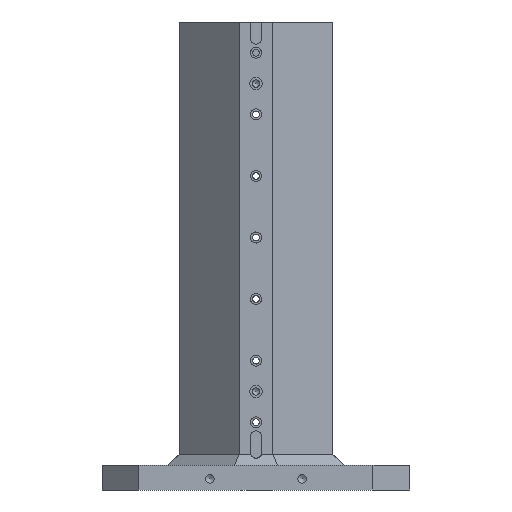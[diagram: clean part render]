
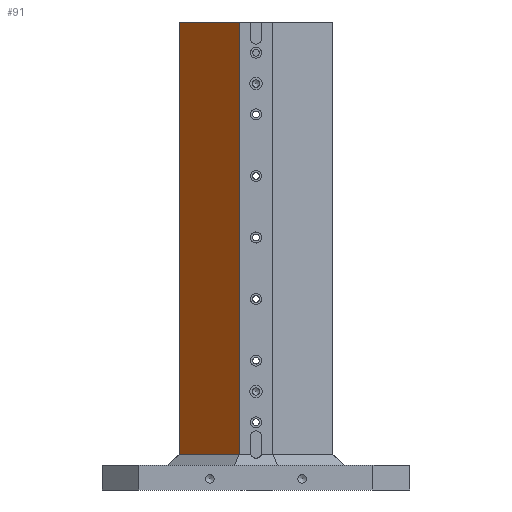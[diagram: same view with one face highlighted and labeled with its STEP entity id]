
A CAD part, front view. The second image highlights one B-rep face of the part: STEP entity #91.
In plain terms, the highlighted planar face has unit normal (-0.707, -0.707, 0).
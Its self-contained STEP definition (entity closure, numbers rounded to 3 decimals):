
#91 = ADVANCED_FACE( '', ( #427 ), #428, .T. );
#427 = FACE_OUTER_BOUND( '', #1223, .T. );
#428 = PLANE( '', #1224 );
#1223 = EDGE_LOOP( '', ( #2156, #2157, #2158, #2159 ) );
#1224 = AXIS2_PLACEMENT_3D( '', #2160, #2161, #2162 );
#2156 = ORIENTED_EDGE( '', *, *, #3937, .T. );
#2157 = ORIENTED_EDGE( '', *, *, #3942, .T. );
#2158 = ORIENTED_EDGE( '', *, *, #3943, .F. );
#2159 = ORIENTED_EDGE( '', *, *, #3871, .T. );
#2160 = CARTESIAN_POINT( '', ( -27.5, -125., 760. ) );
#2161 = DIRECTION( '', ( -0.707, -0.707, 0. ) );
#2162 = DIRECTION( '', ( 0.707, -0.707, 0. ) );
#3871 = EDGE_CURVE( '', #4465, #4463, #4466, .T. );
#3937 = EDGE_CURVE( '', #4463, #4586, #4588, .T. );
#3942 = EDGE_CURVE( '', #4586, #4597, #4598, .T. );
#3943 = EDGE_CURVE( '', #4465, #4597, #4599, .T. );
#4463 = VERTEX_POINT( '', #5418 );
#4465 = VERTEX_POINT( '', #5421 );
#4466 = LINE( '', #5422, #5423 );
#4586 = VERTEX_POINT( '', #5571 );
#4588 = LINE( '', #5574, #5575 );
#4597 = VERTEX_POINT( '', #5588 );
#4598 = LINE( '', #5589, #5590 );
#4599 = LINE( '', #5591, #5592 );
#5418 = CARTESIAN_POINT( '', ( -125., -27.5, 760. ) );
#5421 = CARTESIAN_POINT( '', ( -27.5, -125., 760. ) );
#5422 = CARTESIAN_POINT( '', ( -27.5, -125., 760. ) );
#5423 = VECTOR( '', #6748, 1000. );
#5571 = CARTESIAN_POINT( '', ( -125., -27.5, 58. ) );
#5574 = CARTESIAN_POINT( '', ( -125., -27.5, 760. ) );
#5575 = VECTOR( '', #6886, 1000. );
#5588 = CARTESIAN_POINT( '', ( -27.5, -125., 58. ) );
#5589 = CARTESIAN_POINT( '', ( -27.5, -125., 58. ) );
#5590 = VECTOR( '', #6891, 1000. );
#5591 = CARTESIAN_POINT( '', ( -27.5, -125., 760. ) );
#5592 = VECTOR( '', #6892, 1000. );
#6748 = DIRECTION( '', ( -0.707, 0.707, 0. ) );
#6886 = DIRECTION( '', ( 0., 0., -1. ) );
#6891 = DIRECTION( '', ( 0.707, -0.707, 0. ) );
#6892 = DIRECTION( '', ( 0., 0., -1. ) );
